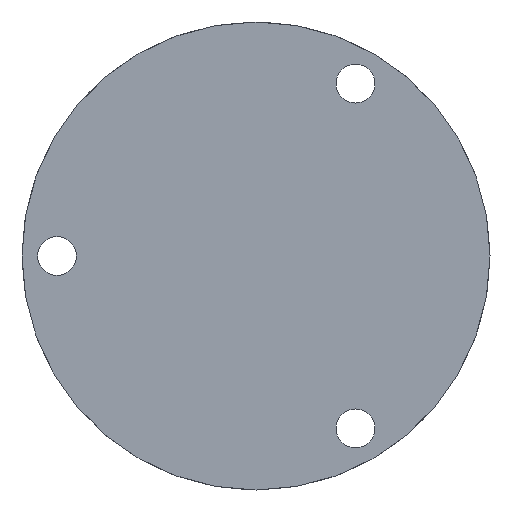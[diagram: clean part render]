
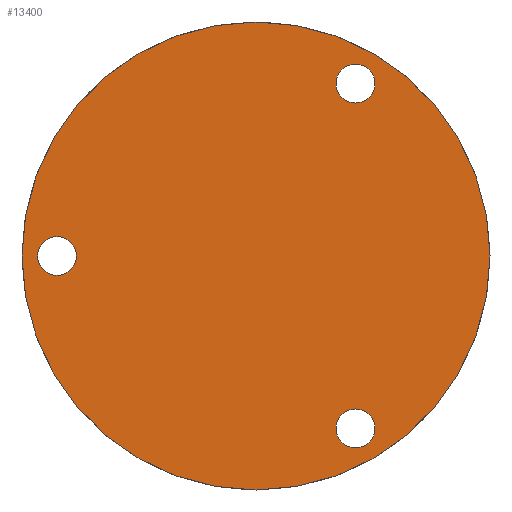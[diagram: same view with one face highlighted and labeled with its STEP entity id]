
A CAD part, front view. The second image highlights one B-rep face of the part: STEP entity #13400.
In plain terms, the highlighted planar face has unit normal (0, -1, 0).
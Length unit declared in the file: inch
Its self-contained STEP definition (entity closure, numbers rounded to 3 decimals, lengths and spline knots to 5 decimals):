
#126 = VERTEX_POINT ( 'NONE', #10844 ) ;
#552 = EDGE_CURVE ( 'NONE', #12727, #126, #4318, .T. ) ;
#871 = DIRECTION ( 'NONE',  ( 0., 1., 0. ) ) ;
#1099 = DIRECTION ( 'NONE',  ( -1., 0., 0. ) ) ;
#1304 = FACE_BOUND ( 'NONE', #5132, .T. ) ;
#1828 = ORIENTED_EDGE ( 'NONE', *, *, #7603, .F. ) ;
#1967 = ORIENTED_EDGE ( 'NONE', *, *, #5743, .F. ) ;
#2121 = DIRECTION ( 'NONE',  ( -1., 0., 0. ) ) ;
#2135 = CARTESIAN_POINT ( 'NONE',  ( 0.508, -0.9435, -0.73612 ) ) ;
#2195 = VERTEX_POINT ( 'NONE', #16087 ) ;
#2384 = EDGE_CURVE ( 'NONE', #4515, #9814, #15358, .T. ) ;
#2764 = CARTESIAN_POINT ( 'NONE',  ( 0.9995, -0.9435, 0. ) ) ;
#2833 = CIRCLE ( 'NONE', #16763, 0.083 ) ;
#3712 = ORIENTED_EDGE ( 'NONE', *, *, #14242, .F. ) ;
#3814 = CARTESIAN_POINT ( 'NONE',  ( 0.425, -0.9435, -0.73612 ) ) ;
#3888 = CIRCLE ( 'NONE', #9365, 0.083 ) ;
#4083 = DIRECTION ( 'NONE',  ( -1., 0., 0. ) ) ;
#4086 = DIRECTION ( 'NONE',  ( -1., 0., 0. ) ) ;
#4089 = CARTESIAN_POINT ( 'NONE',  ( -0.85, -0.9435, 0. ) ) ;
#4318 = CIRCLE ( 'NONE', #17730, 0.083 ) ;
#4332 = VERTEX_POINT ( 'NONE', #6030 ) ;
#4515 = VERTEX_POINT ( 'NONE', #7538 ) ;
#4565 = FACE_OUTER_BOUND ( 'NONE', #8506, .T. ) ;
#4806 = EDGE_LOOP ( 'NONE', ( #1967, #16382 ) ) ;
#5132 = EDGE_LOOP ( 'NONE', ( #3712, #1828 ) ) ;
#5321 = AXIS2_PLACEMENT_3D ( 'NONE', #12912, #10008, #8493 ) ;
#5367 = CARTESIAN_POINT ( 'NONE',  ( -0.85, -0.9435, 0. ) ) ;
#5393 = DIRECTION ( 'NONE',  ( -1., 0., 0. ) ) ;
#5520 = ORIENTED_EDGE ( 'NONE', *, *, #552, .F. ) ;
#5743 = EDGE_CURVE ( 'NONE', #9814, #4515, #6150, .T. ) ;
#5885 = EDGE_CURVE ( 'NONE', #126, #12727, #12910, .T. ) ;
#6030 = CARTESIAN_POINT ( 'NONE',  ( 0.342, -0.9435, 0.73612 ) ) ;
#6150 = CIRCLE ( 'NONE', #15090, 0.083 ) ;
#6523 = CARTESIAN_POINT ( 'NONE',  ( 0., -0.9435, 0. ) ) ;
#6573 = AXIS2_PLACEMENT_3D ( 'NONE', #4089, #18008, #15467 ) ;
#6646 = EDGE_CURVE ( 'NONE', #13924, #16856, #13728, .T. ) ;
#6691 = DIRECTION ( 'NONE',  ( 0., 1., 0. ) ) ;
#7070 = CARTESIAN_POINT ( 'NONE',  ( 0.425, -0.9435, 0.73612 ) ) ;
#7138 = DIRECTION ( 'NONE',  ( -1., 0., 0. ) ) ;
#7337 = EDGE_CURVE ( 'NONE', #16856, #13924, #13923, .T. ) ;
#7538 = CARTESIAN_POINT ( 'NONE',  ( -0.767, -0.9435, 0. ) ) ;
#7603 = EDGE_CURVE ( 'NONE', #2195, #4332, #2833, .T. ) ;
#8274 = FACE_BOUND ( 'NONE', #4806, .T. ) ;
#8493 = DIRECTION ( 'NONE',  ( -1., 0., 0. ) ) ;
#8506 = EDGE_LOOP ( 'NONE', ( #16341, #17787 ) ) ;
#9060 = DIRECTION ( 'NONE',  ( 0., -1., 0. ) ) ;
#9161 = AXIS2_PLACEMENT_3D ( 'NONE', #3814, #9536, #5393 ) ;
#9334 = DIRECTION ( 'NONE',  ( -1., 0., 0. ) ) ;
#9344 = CARTESIAN_POINT ( 'NONE',  ( -0.933, -0.9435, 0. ) ) ;
#9365 = AXIS2_PLACEMENT_3D ( 'NONE', #7070, #9749, #4083 ) ;
#9536 = DIRECTION ( 'NONE',  ( 0., -1., 0. ) ) ;
#9699 = CARTESIAN_POINT ( 'NONE',  ( 0.425, -0.9435, 0.73612 ) ) ;
#9749 = DIRECTION ( 'NONE',  ( 0., -1., 0. ) ) ;
#9814 = VERTEX_POINT ( 'NONE', #9344 ) ;
#10008 = DIRECTION ( 'NONE',  ( 0., 1., 0. ) ) ;
#10844 = CARTESIAN_POINT ( 'NONE',  ( 0.342, -0.9435, -0.73612 ) ) ;
#12727 = VERTEX_POINT ( 'NONE', #2135 ) ;
#12910 = CIRCLE ( 'NONE', #9161, 0.083 ) ;
#12912 = CARTESIAN_POINT ( 'NONE',  ( 0., -0.9435, 0. ) ) ;
#13024 = AXIS2_PLACEMENT_3D ( 'NONE', #6523, #871, #9334 ) ;
#13062 = ORIENTED_EDGE ( 'NONE', *, *, #5885, .F. ) ;
#13400 = ADVANCED_FACE ( 'NONE', ( #14561, #8274, #1304, #4565 ), #14762, .F. ) ;
#13728 = CIRCLE ( 'NONE', #5321, 0.9995 ) ;
#13785 = EDGE_LOOP ( 'NONE', ( #13062, #5520 ) ) ;
#13923 = CIRCLE ( 'NONE', #13024, 0.9995 ) ;
#13924 = VERTEX_POINT ( 'NONE', #2764 ) ;
#14242 = EDGE_CURVE ( 'NONE', #4332, #2195, #3888, .T. ) ;
#14561 = FACE_BOUND ( 'NONE', #13785, .T. ) ;
#14762 = PLANE ( 'NONE',  #14941 ) ;
#14941 = AXIS2_PLACEMENT_3D ( 'NONE', #16264, #6691, #1099 ) ;
#15090 = AXIS2_PLACEMENT_3D ( 'NONE', #5367, #18007, #4086 ) ;
#15358 = CIRCLE ( 'NONE', #6573, 0.083 ) ;
#15467 = DIRECTION ( 'NONE',  ( -1., 0., 0. ) ) ;
#15469 = DIRECTION ( 'NONE',  ( 0., -1., 0. ) ) ;
#15995 = CARTESIAN_POINT ( 'NONE',  ( 0.425, -0.9435, -0.73612 ) ) ;
#16087 = CARTESIAN_POINT ( 'NONE',  ( 0.508, -0.9435, 0.73612 ) ) ;
#16264 = CARTESIAN_POINT ( 'NONE',  ( -0.9995, -0.9435, 0. ) ) ;
#16341 = ORIENTED_EDGE ( 'NONE', *, *, #7337, .F. ) ;
#16382 = ORIENTED_EDGE ( 'NONE', *, *, #2384, .F. ) ;
#16763 = AXIS2_PLACEMENT_3D ( 'NONE', #9699, #15469, #7138 ) ;
#16856 = VERTEX_POINT ( 'NONE', #17671 ) ;
#17671 = CARTESIAN_POINT ( 'NONE',  ( -0.9995, -0.9435, 0. ) ) ;
#17730 = AXIS2_PLACEMENT_3D ( 'NONE', #15995, #9060, #2121 ) ;
#17787 = ORIENTED_EDGE ( 'NONE', *, *, #6646, .F. ) ;
#18007 = DIRECTION ( 'NONE',  ( 0., -1., 0. ) ) ;
#18008 = DIRECTION ( 'NONE',  ( 0., -1., 0. ) ) ;
